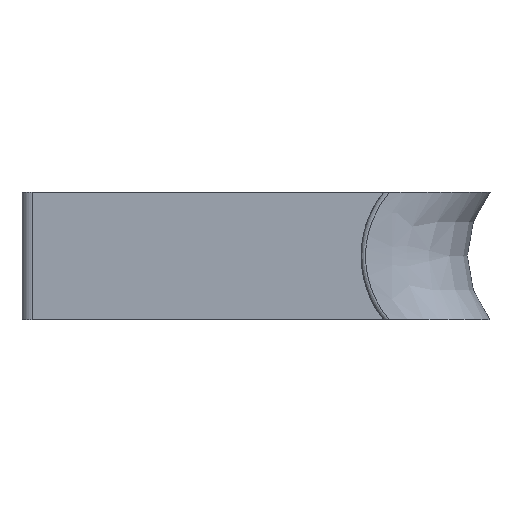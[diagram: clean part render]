
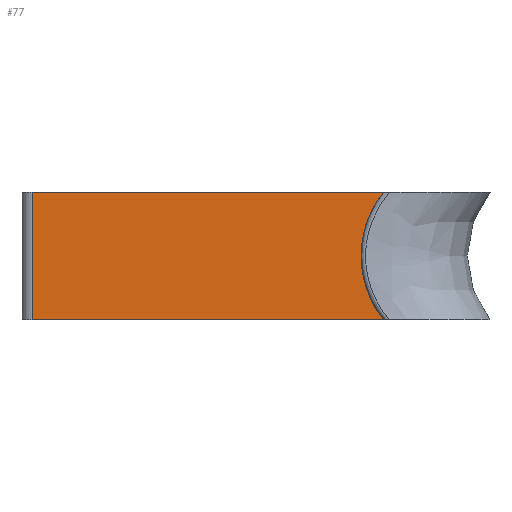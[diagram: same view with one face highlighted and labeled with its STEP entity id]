
A CAD part, left-side view. The second image highlights one B-rep face of the part: STEP entity #77.
In plain terms, the highlighted planar face has unit normal (-1, 0, 0).
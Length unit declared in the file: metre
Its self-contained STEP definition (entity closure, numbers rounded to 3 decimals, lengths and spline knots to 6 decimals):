
#77 = ADVANCED_FACE( '', ( #155 ), #156, .T. );
#155 = FACE_OUTER_BOUND( '', #296, .T. );
#156 = PLANE( '', #297 );
#296 = EDGE_LOOP( '', ( #1288, #1289, #1290, #1291 ) );
#297 = AXIS2_PLACEMENT_3D( '', #1292, #1293, #1294 );
#1288 = ORIENTED_EDGE( '', *, *, #1433, .F. );
#1289 = ORIENTED_EDGE( '', *, *, #1410, .T. );
#1290 = ORIENTED_EDGE( '', *, *, #1422, .T. );
#1291 = ORIENTED_EDGE( '', *, *, #1384, .T. );
#1292 = CARTESIAN_POINT( '', ( -0.047837, -0.064558, 0. ) );
#1293 = DIRECTION( '', ( -1., 0., 0. ) );
#1294 = DIRECTION( '', ( 0., -1., 0. ) );
#1384 = EDGE_CURVE( '', #1480, #1484, #1486, .T. );
#1410 = EDGE_CURVE( '', #1530, #1527, #1531, .F. );
#1422 = EDGE_CURVE( '', #1527, #1480, #1546, .T. );
#1433 = EDGE_CURVE( '', #1530, #1484, #1560, .T. );
#1480 = VERTEX_POINT( '', #1618 );
#1484 = VERTEX_POINT( '', #1748 );
#1486 = B_SPLINE_CURVE_WITH_KNOTS( '', 2, ( #1811, #1812, #1813, #1814, #1815, #1816, #1817, #1818, #1819 ), .UNSPECIFIED., .F., .F., ( 3, 2, 2, 2, 3 ), ( 0., 0.25, 0.5, 0.75, 1. ), .UNSPECIFIED. );
#1527 = VERTEX_POINT( '', #2122 );
#1530 = VERTEX_POINT( '', #2125 );
#1531 = LINE( '', #2126, #2127 );
#1546 = LINE( '', #2189, #2190 );
#1560 = LINE( '', #2252, #2253 );
#1618 = CARTESIAN_POINT( '', ( -0.047837, -0.1016, 0. ) );
#1748 = CARTESIAN_POINT( '', ( -0.047837, -0.1016, 0.0381 ) );
#1811 = CARTESIAN_POINT( '', ( -0.047837, -0.1016, 0. ) );
#1812 = CARTESIAN_POINT( '', ( -0.047837, -0.098339, 0.004048 ) );
#1813 = CARTESIAN_POINT( '', ( -0.047837, -0.09661, 0.00895 ) );
#1814 = CARTESIAN_POINT( '', ( -0.047837, -0.094882, 0.013852 ) );
#1815 = CARTESIAN_POINT( '', ( -0.047837, -0.094882, 0.01905 ) );
#1816 = CARTESIAN_POINT( '', ( -0.047837, -0.094882, 0.024247 ) );
#1817 = CARTESIAN_POINT( '', ( -0.047837, -0.09661, 0.02915 ) );
#1818 = CARTESIAN_POINT( '', ( -0.047837, -0.098339, 0.034052 ) );
#1819 = CARTESIAN_POINT( '', ( -0.047837, -0.1016, 0.0381 ) );
#2122 = CARTESIAN_POINT( '', ( -0.047837, 0.003175, 0. ) );
#2125 = CARTESIAN_POINT( '', ( -0.047837, 0.003175, 0.0381 ) );
#2126 = CARTESIAN_POINT( '', ( -0.047837, 0.003175, 0. ) );
#2127 = VECTOR( '', #2407, 1. );
#2189 = CARTESIAN_POINT( '', ( -0.047837, -0.064558, 0. ) );
#2190 = VECTOR( '', #2417, 1. );
#2252 = CARTESIAN_POINT( '', ( -0.047837, -0.064558, 0.0381 ) );
#2253 = VECTOR( '', #2431, 1. );
#2407 = DIRECTION( '', ( 0., 0., 1. ) );
#2417 = DIRECTION( '', ( 0., -1., 0. ) );
#2431 = DIRECTION( '', ( 0., -1., 0. ) );
